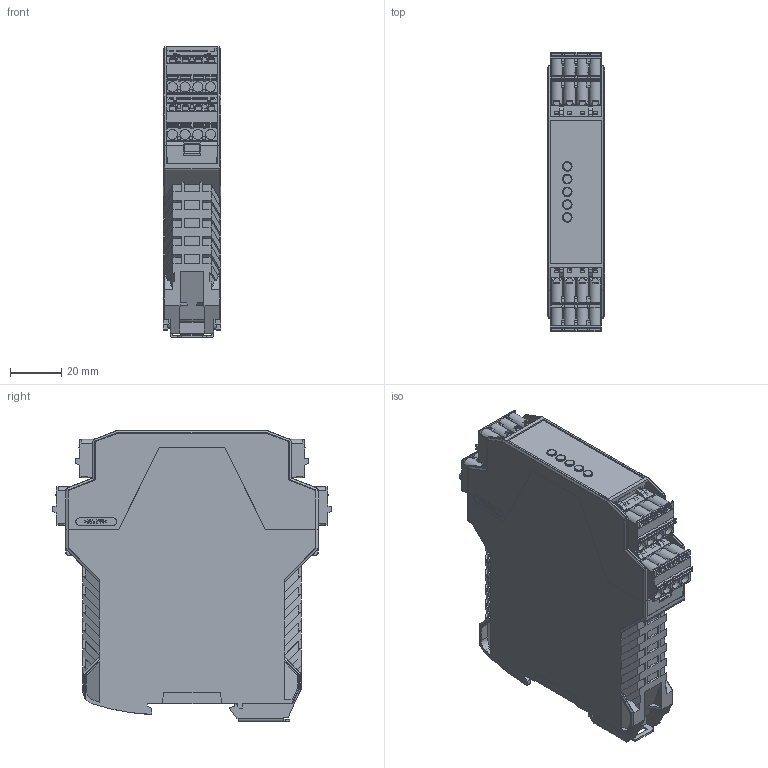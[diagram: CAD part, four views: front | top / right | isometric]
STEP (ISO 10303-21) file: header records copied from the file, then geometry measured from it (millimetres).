
FILE_DESCRIPTION(/* description */ (''),/* implementation_level */ '2;1');
FILE_NAME(/* name */ '3D_SRCES_S.stp',/* time_stamp */ '2025-04-08T14:07:55+02:00',/* author */ (''),/* organization */ (''),/* preprocessor_version */ 'ST-DEVELOPER v16.7',/* originating_system */ 'SIEMENS PLM Software NX 12.0',/* authorisation */ '');
FILE_SCHEMA (('AP203_CONFIGURATION_CONTROLLED_3D_DESIGN_OF_MECHANICAL_PARTS_AND_ASSEMBLIES_MIM_LF { 1 0 10303 403 2 1 2}'));
Products named in the file (1): Pulc1F140B5Fe4xs
Bounding box: 22.7 x 109.6 x 114 mm (x, y, z)
Volume: 200522.8 mm3; surface area: 57577.5 mm2
Topology: 1 solids, 6 shells, 4304 faces, 12283 edges, 7948 vertices
Faces by surface type: plane 3577, cylinder 590, cone 82, bspline 23, torus 19, extrusion 10, sphere 3
Full cylindrical faces by diameter (mm): 1.6 x16, 3 x16, 3.8 x5, 4 x16
Entity records: 138583 total; most frequent: CARTESIAN_POINT 25738, ORIENTED_EDGE 24304, DIRECTION 22055, EDGE_CURVE 12160, VECTOR 10459, LINE 10449, VERTEX_POINT 7900, AXIS2_PLACEMENT_3D 5798
